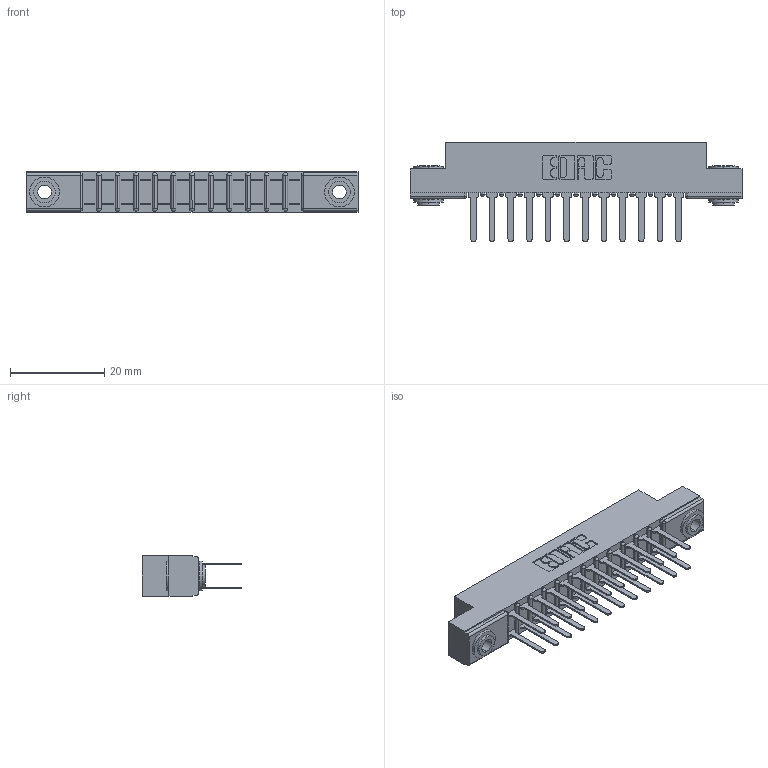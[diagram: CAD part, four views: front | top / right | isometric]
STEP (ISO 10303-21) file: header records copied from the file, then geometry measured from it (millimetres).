
FILE_DESCRIPTION (( 'STEP AP203' ), '1' );
FILE_NAME ('357-024-522-203.STEP', '2019-09-17T21:52:58', ( '' ), ( '' ), 'SwSTEP 2.0', 'SolidWorks 2016', '' );
FILE_SCHEMA (( 'CONFIG_CONTROL_DESIGN' ));
Length unit declared in the file: inch
Products named in the file (4): 307 Part_.156 Dia Mounting Holes; 357-024-522-203; 345-250-002_345-250-002-102; 307-290-001_522
Assembly tree (27 placements, depth 2):
  357-024-522-203
    307 Part_.156 Dia Mounting Holes
    307-290-001_522  x24
    345-250-002_345-250-002-102  x2
Bounding box: 70.56 x 21.11 x 8.71 mm (x, y, z)
Volume: 4669.6 mm3; surface area: 8244 mm2
Topology: 27 solids, 27 shells, 1287 faces, 3555 edges, 2298 vertices
Faces by surface type: plane 838, cylinder 415, sphere 26, cone 8
Entity records: 15403 total; most frequent: CARTESIAN_POINT 2509, DIRECTION 2485, ORIENTED_EDGE 2474, EDGE_CURVE 1237, VECTOR 929, LINE 929, VERTEX_POINT 802, AXIS2_PLACEMENT_3D 778
